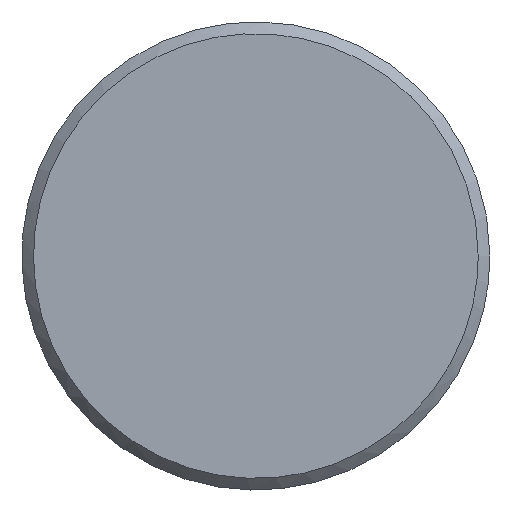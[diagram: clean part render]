
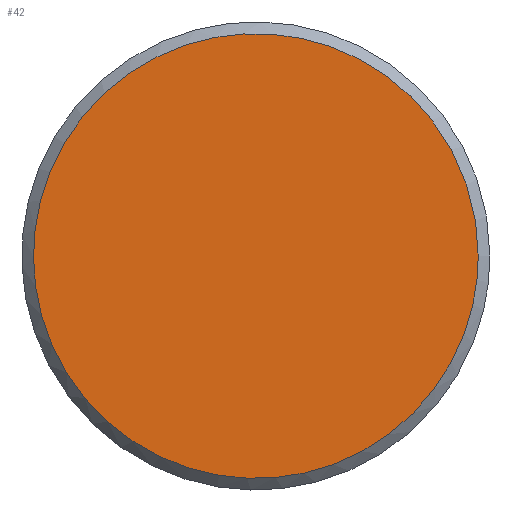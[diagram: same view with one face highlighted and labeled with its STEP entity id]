
A CAD part, front view. The second image highlights one B-rep face of the part: STEP entity #42.
In plain terms, the highlighted planar face has unit normal (0, -1, 0).
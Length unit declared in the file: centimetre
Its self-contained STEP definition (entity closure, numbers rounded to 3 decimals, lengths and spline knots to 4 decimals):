
#42=ADVANCED_FACE('',(#52),#132,.T.);
#52=FACE_OUTER_BOUND('',#62,.T.);
#62=EDGE_LOOP('',(#84));
#84=ORIENTED_EDGE('',*,*,#106,.T.);
#106=EDGE_CURVE('',#128,#128,#120,.T.);
#120=(
BOUNDED_CURVE()
B_SPLINE_CURVE(2,(#368,#369,#370,#371,#372,#373,#374,#375,#376),
 .UNSPECIFIED.,.T.,.F.)
B_SPLINE_CURVE_WITH_KNOTS((3,2,2,2,3),(0.,7.4611,14.9222,
22.3833,29.8444),.UNSPECIFIED.)
CURVE()
GEOMETRIC_REPRESENTATION_ITEM()
RATIONAL_B_SPLINE_CURVE((1.,0.707,1.,0.707,1.,0.707,
1.,0.707,1.))
REPRESENTATION_ITEM('')
);
#128=VERTEX_POINT('',#334);
#132=PLANE('',#162);
#162=AXIS2_PLACEMENT_3D('',#294,#169,$);
#169=DIRECTION('',(0.,-1.,0.));
#294=CARTESIAN_POINT('',(47.75,-9.,-4.25));
#334=CARTESIAN_POINT('',(58.75,-9.,2.));
#368=CARTESIAN_POINT('',(58.75,-9.,2.));
#369=CARTESIAN_POINT('',(58.75,-9.,6.75));
#370=CARTESIAN_POINT('',(54.,-9.,6.75));
#371=CARTESIAN_POINT('',(49.25,-9.,6.75));
#372=CARTESIAN_POINT('',(49.25,-9.,2.));
#373=CARTESIAN_POINT('',(49.25,-9.,-2.75));
#374=CARTESIAN_POINT('',(54.,-9.,-2.75));
#375=CARTESIAN_POINT('',(58.75,-9.,-2.75));
#376=CARTESIAN_POINT('',(58.75,-9.,2.));
